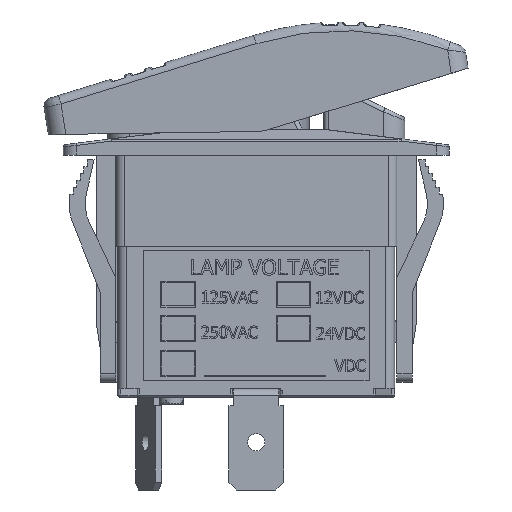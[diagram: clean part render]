
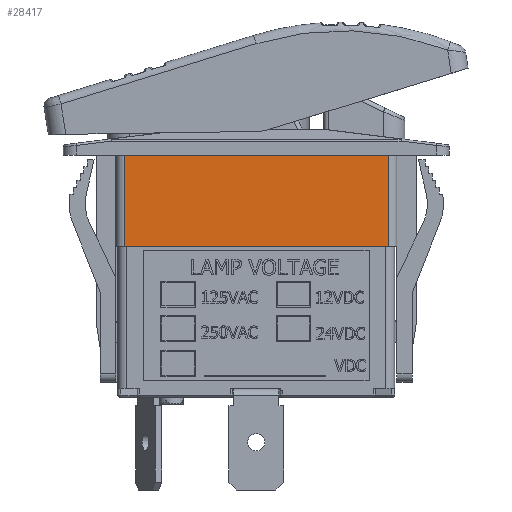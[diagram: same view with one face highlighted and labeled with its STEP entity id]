
A CAD part, front view. The second image highlights one B-rep face of the part: STEP entity #28417.
In plain terms, the highlighted planar face has unit normal (0, -1, 0).
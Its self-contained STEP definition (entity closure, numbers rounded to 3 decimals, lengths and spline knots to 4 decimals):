
#739=PLANE('',#30190);
#2728=LINE('',#49371,#5444);
#2954=LINE('',#49989,#5670);
#2956=LINE('',#49995,#5672);
#2957=LINE('',#49996,#5673);
#5444=VECTOR('',#34855,1.);
#5670=VECTOR('',#35323,1.);
#5672=VECTOR('',#35329,1.);
#5673=VECTOR('',#35330,1.);
#8053=FACE_OUTER_BOUND('',#9707,.T.);
#9707=EDGE_LOOP('',(#24315,#24316,#24317,#24318));
#13420=VERTEX_POINT('',#49368);
#13421=VERTEX_POINT('',#49370);
#13668=VERTEX_POINT('',#49988);
#13670=VERTEX_POINT('',#49994);
#17074=EDGE_CURVE('',#13421,#13420,#2728,.T.);
#17376=EDGE_CURVE('',#13421,#13668,#2954,.T.);
#17379=EDGE_CURVE('',#13670,#13420,#2956,.T.);
#17380=EDGE_CURVE('',#13668,#13670,#2957,.T.);
#24315=ORIENTED_EDGE('',*,*,#17376,.F.);
#24316=ORIENTED_EDGE('',*,*,#17074,.T.);
#24317=ORIENTED_EDGE('',*,*,#17379,.F.);
#24318=ORIENTED_EDGE('',*,*,#17380,.F.);
#28417=ADVANCED_FACE('',(#8053),#739,.T.);
#30190=AXIS2_PLACEMENT_3D('',#49993,#35327,#35328);
#34855=DIRECTION('',(1.,0.,0.));
#35323=DIRECTION('',(0.,0.,1.));
#35327=DIRECTION('center_axis',(0.,-1.,0.));
#35328=DIRECTION('ref_axis',(0.,0.,
1.));
#35329=DIRECTION('',(0.,0.,-1.));
#35330=DIRECTION('',(1.,0.,0.));
#49368=CARTESIAN_POINT('',(1.52,-1.04,1.74));
#49370=CARTESIAN_POINT('',(-1.52,-1.04,1.74));
#49371=CARTESIAN_POINT('',(-1.62,-1.04,1.74));
#49988=CARTESIAN_POINT('',(-1.52,-1.04,2.79));
#49989=CARTESIAN_POINT('',(-1.52,-1.04,2.79));
#49993=CARTESIAN_POINT('Origin',(-1.62,-1.04,2.79));
#49994=CARTESIAN_POINT('',(1.52,-1.04,2.79));
#49995=CARTESIAN_POINT('',(1.52,-1.04,2.79));
#49996=CARTESIAN_POINT('',(-0.81,-1.04,2.79));
